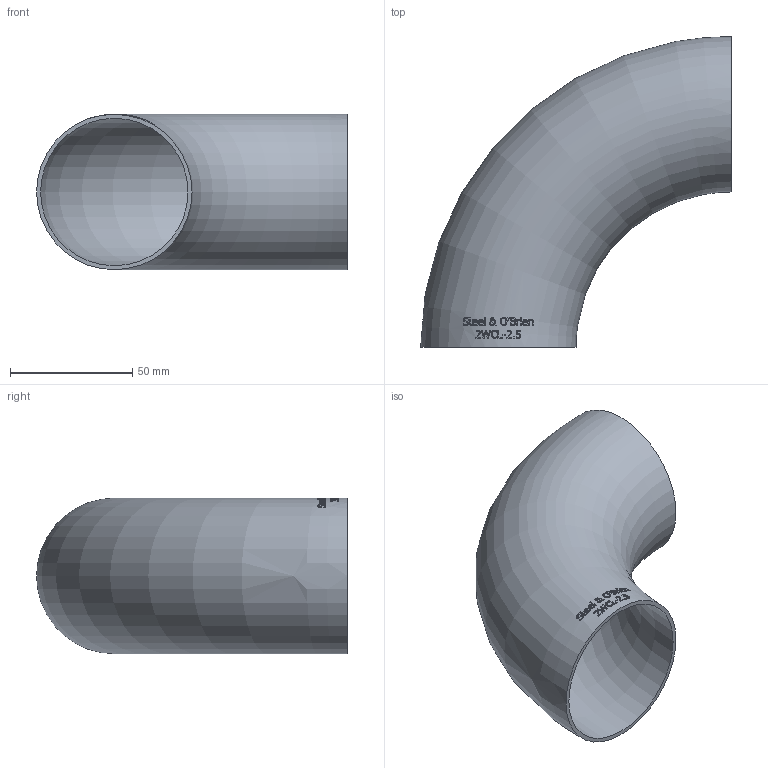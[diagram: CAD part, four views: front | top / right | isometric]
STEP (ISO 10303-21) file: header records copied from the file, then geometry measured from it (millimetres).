
FILE_DESCRIPTION(/* description */ (''),/* implementation_level */ '2;1');
FILE_NAME(/* name */ '2WCL-2.5.stp',/* time_stamp */ '2019-01-11T11:48:52-05:00',/* author */ ('rick'),/* organization */ (''),/* preprocessor_version */ 'ST-DEVELOPER v15.2',/* originating_system */ 'Autodesk Inventor 2014',/* authorisation */ '');
FILE_SCHEMA (('AUTOMOTIVE_DESIGN { 1 0 10303 214 3 1 1 }'));
Length unit declared in the file: inch
Products named in the file (1): 2WCL-2.5
Bounding box: 127 x 127 x 63.5 mm (x, y, z)
Volume: 47990.9 mm3; surface area: 58818.6 mm2
Topology: 1 solids, 1 shells, 334 faces, 906 edges, 604 vertices
Faces by surface type: bspline 170, plane 132, torus 32
Entity records: 13690 total; most frequent: CARTESIAN_POINT 6900, ORIENTED_EDGE 1808, EDGE_CURVE 904, DIRECTION 638, VERTEX_POINT 604, B_SPLINE_CURVE_WITH_KNOTS 600, EDGE_LOOP 368, ADVANCED_FACE 334
